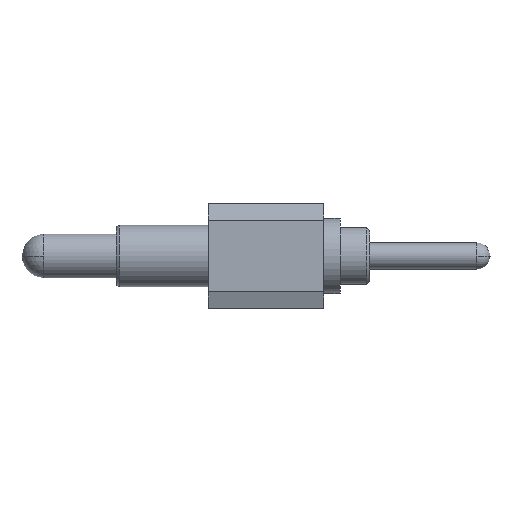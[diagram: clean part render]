
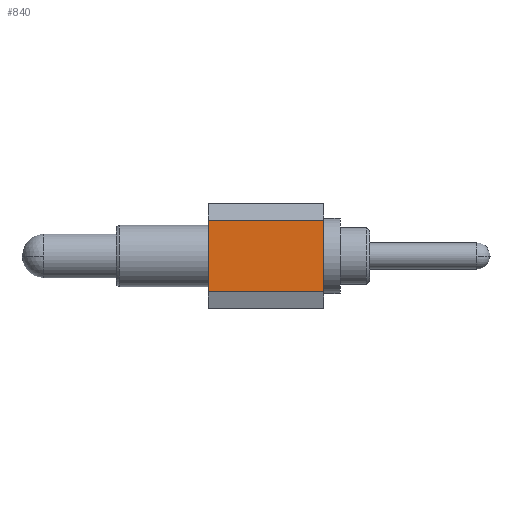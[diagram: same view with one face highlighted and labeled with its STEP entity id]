
A CAD part, left-side view. The second image highlights one B-rep face of the part: STEP entity #840.
In plain terms, the highlighted planar face has unit normal (-1, 0, 0).
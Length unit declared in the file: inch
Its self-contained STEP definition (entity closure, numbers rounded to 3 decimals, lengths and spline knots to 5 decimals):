
#93 = VERTEX_POINT ( 'NONE', #1168 ) ;
#197 = DIRECTION ( 'NONE',  ( 0., 0., 1. ) ) ;
#345 = CARTESIAN_POINT ( 'NONE',  ( -0.01203, -0.11, -0.08425 ) ) ;
#777 = CARTESIAN_POINT ( 'NONE',  ( -0.01203, -0.11, -0.01575 ) ) ;
#840 = ADVANCED_FACE ( 'NONE', ( #3734 ), #2267, .T. ) ;
#900 = ORIENTED_EDGE ( 'NONE', *, *, #995, .F. ) ;
#934 = AXIS2_PLACEMENT_3D ( 'NONE', #3444, #1981, #2229 ) ;
#995 = EDGE_CURVE ( 'NONE', #1624, #93, #1405, .T. ) ;
#1000 = DIRECTION ( 'NONE',  ( 0., 0., 1. ) ) ;
#1102 = VERTEX_POINT ( 'NONE', #3157 ) ;
#1140 = DIRECTION ( 'NONE',  ( 0., 1., 0. ) ) ;
#1168 = CARTESIAN_POINT ( 'NONE',  ( -0.01203, 0., -0.01575 ) ) ;
#1188 = CARTESIAN_POINT ( 'NONE',  ( -0.01203, 0., -0.08425 ) ) ;
#1402 = ORIENTED_EDGE ( 'NONE', *, *, #2550, .T. ) ;
#1405 = LINE ( 'NONE', #3098, #3577 ) ;
#1535 = EDGE_LOOP ( 'NONE', ( #900, #2810, #1402, #3257 ) ) ;
#1592 = LINE ( 'NONE', #3291, #2037 ) ;
#1624 = VERTEX_POINT ( 'NONE', #1188 ) ;
#1762 = VERTEX_POINT ( 'NONE', #3377 ) ;
#1967 = DIRECTION ( 'NONE',  ( 0., 1., 0. ) ) ;
#1981 = DIRECTION ( 'NONE',  ( -1., 0., 0. ) ) ;
#2037 = VECTOR ( 'NONE', #1000, 39.37008 ) ;
#2229 = DIRECTION ( 'NONE',  ( 0., 0., 1. ) ) ;
#2267 = PLANE ( 'NONE',  #934 ) ;
#2268 = EDGE_CURVE ( 'NONE', #1102, #93, #3414, .T. ) ;
#2349 = EDGE_CURVE ( 'NONE', #1762, #1624, #3241, .T. ) ;
#2550 = EDGE_CURVE ( 'NONE', #1762, #1102, #1592, .T. ) ;
#2810 = ORIENTED_EDGE ( 'NONE', *, *, #2349, .F. ) ;
#3098 = CARTESIAN_POINT ( 'NONE',  ( -0.01203, 0., -0.08425 ) ) ;
#3157 = CARTESIAN_POINT ( 'NONE',  ( -0.01203, -0.11, -0.01575 ) ) ;
#3241 = LINE ( 'NONE', #345, #3559 ) ;
#3257 = ORIENTED_EDGE ( 'NONE', *, *, #2268, .T. ) ;
#3291 = CARTESIAN_POINT ( 'NONE',  ( -0.01203, -0.11, -0.08425 ) ) ;
#3377 = CARTESIAN_POINT ( 'NONE',  ( -0.01203, -0.11, -0.08425 ) ) ;
#3414 = LINE ( 'NONE', #777, #3433 ) ;
#3433 = VECTOR ( 'NONE', #1967, 39.37008 ) ;
#3444 = CARTESIAN_POINT ( 'NONE',  ( -0.01203, -0.11, -0.08425 ) ) ;
#3559 = VECTOR ( 'NONE', #1140, 39.37008 ) ;
#3577 = VECTOR ( 'NONE', #197, 39.37008 ) ;
#3734 = FACE_OUTER_BOUND ( 'NONE', #1535, .T. ) ;
